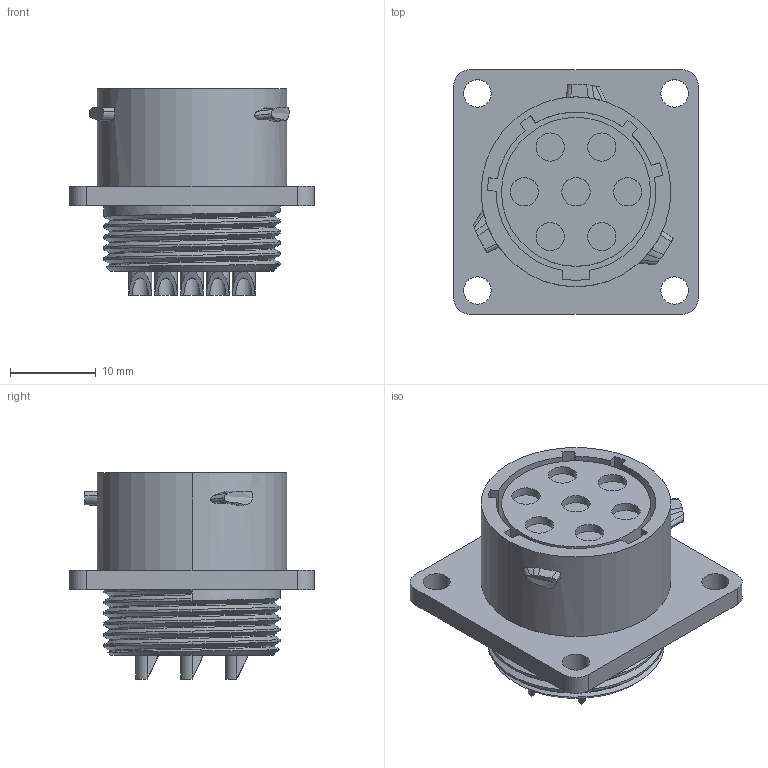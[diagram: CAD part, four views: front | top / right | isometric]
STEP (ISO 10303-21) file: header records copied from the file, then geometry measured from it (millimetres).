
FILE_DESCRIPTION((''),'2;1');
FILE_NAME('UTS014E7S-CATA','2011-04-18T',('jfeurprier'),('SOURIAU'),'PRO/ENGINEER BY PARAMETRIC TECHNOLOGY CORPORATION, 2010140','PRO/ENGINEER BY PARAMETRIC TECHNOLOGY CORPORATION, 2010140','');
FILE_SCHEMA(('CONFIG_CONTROL_DESIGN'));
Length unit declared in the file: millimetre
Products named in the file (1): UTS014E7S-CATA
Bounding box: 28.6 x 28.6 x 24.07 mm (x, y, z)
Volume: 8069.8 mm3; surface area: 4704.7 mm2
Topology: 1 solids, 1 shells, 175 faces, 445 edges, 294 vertices
Faces by surface type: cylinder 84, plane 56, bspline 30, extrusion 3, cone 2
Entity records: 9730 total; most frequent: CARTESIAN_POINT 5631, ORIENTED_EDGE 890, DIRECTION 772, EDGE_CURVE 445, AXIS2_PLACEMENT_3D 310, VERTEX_POINT 294, EDGE_LOOP 205, FACE_OUTER_BOUND 175
